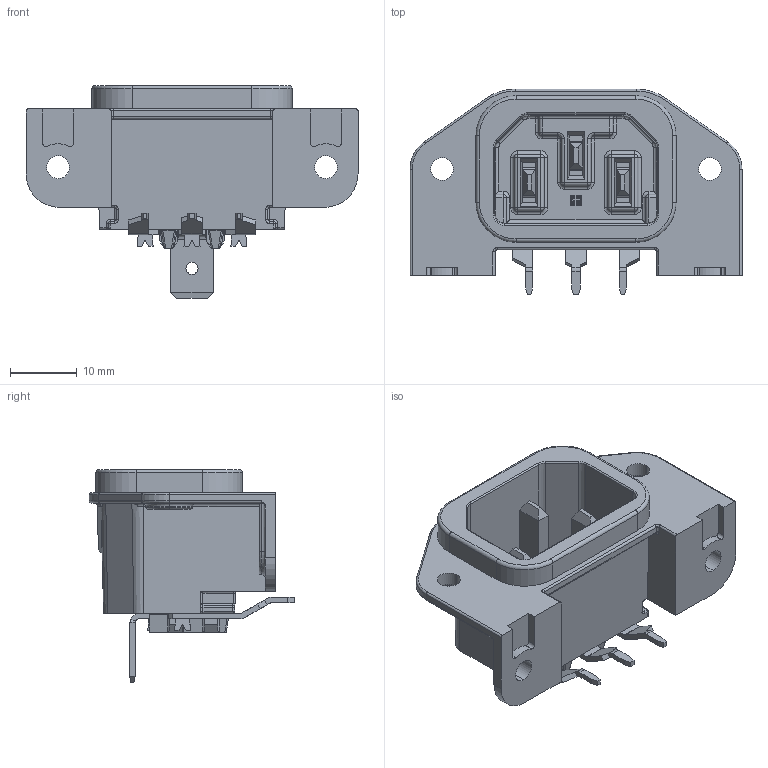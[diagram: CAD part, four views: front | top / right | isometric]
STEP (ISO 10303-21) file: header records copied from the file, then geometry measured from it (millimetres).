
FILE_DESCRIPTION (( 'STEP AP214' ), '1' );
FILE_NAME ('0100.2040_07.STEP', '2011-11-15T10:21:58', ( 'AnwenderIn' ), ( 'SCHURTER AG' ), 'SwSTEP 2.0', 'SolidWorks 2008', '' );
FILE_SCHEMA (( 'AUTOMOTIVE_DESIGN' ));
Length unit declared in the file: millimetre
Products named in the file (1): 0100.2040_07
Bounding box: 49.6 x 30.72 x 31.81 mm (x, y, z)
Volume: 6917.8 mm3; surface area: 8570.4 mm2
Topology: 1 solids, 1 shells, 825 faces, 2143 edges, 1323 vertices
Faces by surface type: plane 426, cylinder 250, torus 83, bspline 31, cone 24, sphere 11
Entity records: 25419 total; most frequent: CARTESIAN_POINT 5493, ORIENTED_EDGE 4264, DIRECTION 4078, EDGE_CURVE 2132, VECTOR 1422, LINE 1422, AXIS2_PLACEMENT_3D 1328, VERTEX_POINT 1321
